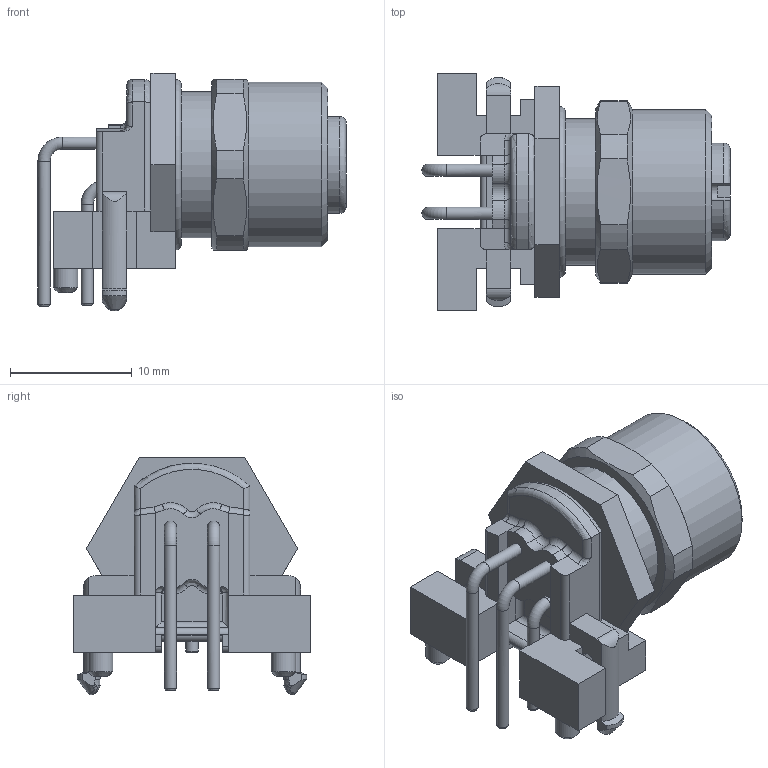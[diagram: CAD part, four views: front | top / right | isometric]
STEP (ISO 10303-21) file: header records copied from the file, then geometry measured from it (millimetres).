
FILE_DESCRIPTION(/* description */ (''),/* implementation_level */ '2;1');
FILE_NAME(/* name */ '99-3432-202-04.stp',/* time_stamp */ '2015-10-28T16:27:12+01:00',/* author */ (''),/* organization */ (''),/* preprocessor_version */ 'ST-DEVELOPER v14',/* originating_system */ 'SIEMENS PLM Software NX 8.0',/* authorisation */ '');
FILE_SCHEMA (('AUTOMOTIVE_DESIGN { 1 0 10303 214 3 1 1 1 }'));
Length unit declared in the file: millimetre
Products named in the file (1): cerl07180814xrze
Bounding box: 25.27 x 19.5 x 19.48 mm (x, y, z)
Volume: 2707.8 mm3; surface area: 3108.7 mm2
Topology: 2 solids, 2 shells, 302 faces, 780 edges, 491 vertices
Faces by surface type: plane 146, cylinder 84, cone 32, torus 17, bspline 13, sphere 10
Full cylindrical faces by diameter (mm): 0.2 x1, 1 x9, 1.1 x4, 2 x2, 11 x1, 12 x1, 13.5 x1
Entity records: 9320 total; most frequent: CARTESIAN_POINT 2384, DIRECTION 1442, ORIENTED_EDGE 1384, EDGE_CURVE 692, AXIS2_PLACEMENT_3D 547, VERTEX_POINT 459, EDGE_LOOP 369, LINE 348
